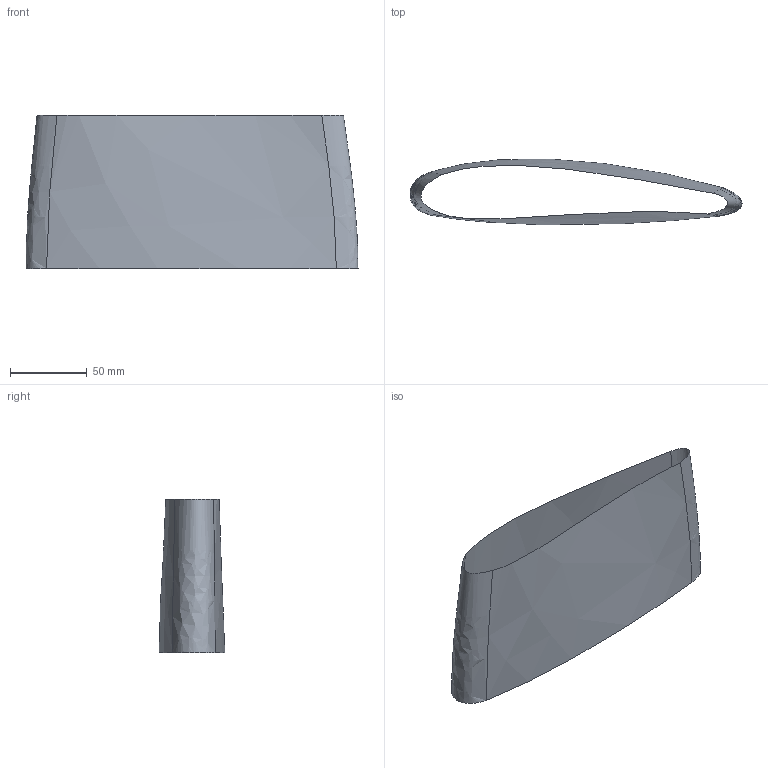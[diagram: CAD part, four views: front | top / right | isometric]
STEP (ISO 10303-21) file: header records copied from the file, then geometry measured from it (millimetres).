
FILE_DESCRIPTION (( 'STEP AP203' ), '1' );
FILE_NAME ('wing.STEP', '2025-06-22T14:50:43', ( '' ), ( '' ), 'SwSTEP 2.0', 'SolidWorks 2023', '' );
FILE_SCHEMA (( 'CONFIG_CONTROL_DESIGN' ));
Length unit declared in the file: millimetre
Products named in the file (1): wing
Bounding box: 216.91 x 42.83 x 100 mm (x, y, z)
Surface area: 44580.4 mm2 (no closed solid volume)
Topology: 0 solids, 4 shells, 4 faces, 16 edges, 16 vertices
Faces by surface type: bspline 4
Entity records: 620 total; most frequent: CARTESIAN_POINT 453, EDGE_CURVE 16, VERTEX_POINT 16, B_SPLINE_CURVE_WITH_KNOTS 16, ORIENTED_EDGE 16, PERSON_AND_ORGANIZATION 8, COORDINATED_UNIVERSAL_TIME_OFFSET 5, CC_DESIGN_PERSON_AND_ORGANIZATION_ASSIGNMENT 5
